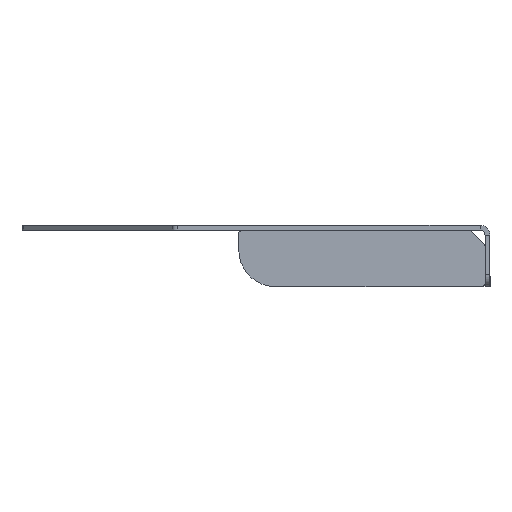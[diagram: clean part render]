
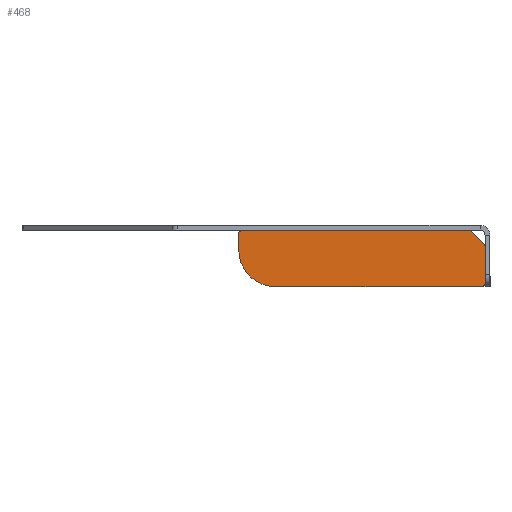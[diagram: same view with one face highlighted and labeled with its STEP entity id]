
A CAD part, left-side view. The second image highlights one B-rep face of the part: STEP entity #468.
In plain terms, the highlighted planar face has unit normal (-1, 0, 0).
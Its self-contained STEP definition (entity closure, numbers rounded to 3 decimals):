
#3 = EDGE_CURVE ( 'NONE', #3888, #4474, #94, .T. ) ;
#19 = CARTESIAN_POINT ( 'NONE',  ( -450., 204., -20. ) ) ;
#24 = CARTESIAN_POINT ( 'NONE',  ( -450., 4., -17.243 ) ) ;
#94 = CIRCLE ( 'NONE', #2677, 30. ) ;
#108 = CARTESIAN_POINT ( 'NONE',  ( -450., 15.121, -4.879 ) ) ;
#117 = DIRECTION ( 'NONE',  ( 1., 0., 0. ) ) ;
#163 = ORIENTED_EDGE ( 'NONE', *, *, #4638, .T. ) ;
#259 = EDGE_CURVE ( 'NONE', #3380, #3888, #3070, .T. ) ;
#292 = ORIENTED_EDGE ( 'NONE', *, *, #259, .T. ) ;
#336 = AXIS2_PLACEMENT_3D ( 'NONE', #4560, #922, #3825 ) ;
#382 = VERTEX_POINT ( 'NONE', #1090 ) ;
#405 = LINE ( 'NONE', #108, #901 ) ;
#442 = LINE ( 'NONE', #2839, #3102 ) ;
#459 = EDGE_CURVE ( 'NONE', #382, #739, #2227, .T. ) ;
#463 = DIRECTION ( 'NONE',  ( 0., 1., 0. ) ) ;
#468 = ADVANCED_FACE ( 'NONE', ( #1033 ), #1531, .F. ) ;
#565 = ORIENTED_EDGE ( 'NONE', *, *, #2555, .T. ) ;
#633 = DIRECTION ( 'NONE',  ( -1., 0., 0. ) ) ;
#739 = VERTEX_POINT ( 'NONE', #3855 ) ;
#811 = VERTEX_POINT ( 'NONE', #1043 ) ;
#901 = VECTOR ( 'NONE', #1519, 1000. ) ;
#922 = DIRECTION ( 'NONE',  ( -1., 0., 0. ) ) ;
#1013 = DIRECTION ( 'NONE',  ( 0., -1., 0. ) ) ;
#1033 = FACE_OUTER_BOUND ( 'NONE', #1871, .T. ) ;
#1043 = CARTESIAN_POINT ( 'NONE',  ( -450., 4., -17.243 ) ) ;
#1061 = DIRECTION ( 'NONE',  ( 0., 0., -1. ) ) ;
#1063 = CARTESIAN_POINT ( 'NONE',  ( -450., 204., -20. ) ) ;
#1090 = CARTESIAN_POINT ( 'NONE',  ( -450., 17.243, -4. ) ) ;
#1136 = CARTESIAN_POINT ( 'NONE',  ( -450., 7., -50. ) ) ;
#1219 = AXIS2_PLACEMENT_3D ( 'NONE', #2714, #1596, #4142 ) ;
#1237 = VECTOR ( 'NONE', #463, 1000. ) ;
#1321 = ORIENTED_EDGE ( 'NONE', *, *, #2055, .T. ) ;
#1380 = AXIS2_PLACEMENT_3D ( 'NONE', #4276, #2461, #1741 ) ;
#1487 = CARTESIAN_POINT ( 'NONE',  ( -450., 4., -47. ) ) ;
#1513 = CARTESIAN_POINT ( 'NONE',  ( -450., 201., -4. ) ) ;
#1519 = DIRECTION ( 'NONE',  ( 0., 0.707, 0.707 ) ) ;
#1531 = PLANE ( 'NONE',  #2774 ) ;
#1571 = CIRCLE ( 'NONE', #336, 3. ) ;
#1596 = DIRECTION ( 'NONE',  ( -1., 0., 0. ) ) ;
#1741 = DIRECTION ( 'NONE',  ( 0., 0., -1. ) ) ;
#1783 = CARTESIAN_POINT ( 'NONE',  ( -450., 204., -7. ) ) ;
#1807 = EDGE_CURVE ( 'NONE', #1882, #811, #4317, .T. ) ;
#1818 = VERTEX_POINT ( 'NONE', #1136 ) ;
#1838 = CARTESIAN_POINT ( 'NONE',  ( -450., 4.879, -15.121 ) ) ;
#1871 = EDGE_LOOP ( 'NONE', ( #3199, #3345, #4119, #2181, #163, #1321, #2659, #2870, #565, #292 ) ) ;
#1882 = VERTEX_POINT ( 'NONE', #1487 ) ;
#1893 = CARTESIAN_POINT ( 'NONE',  ( -450., 174., -20. ) ) ;
#2055 = EDGE_CURVE ( 'NONE', #2830, #3975, #405, .T. ) ;
#2146 = DIRECTION ( 'NONE',  ( 0., 0., -1. ) ) ;
#2181 = ORIENTED_EDGE ( 'NONE', *, *, #1807, .T. ) ;
#2209 = CARTESIAN_POINT ( 'NONE',  ( -450., 15.121, -4.879 ) ) ;
#2227 = LINE ( 'NONE', #1513, #1237 ) ;
#2262 = CIRCLE ( 'NONE', #1380, 3. ) ;
#2330 = EDGE_CURVE ( 'NONE', #3975, #382, #1571, .T. ) ;
#2388 = CARTESIAN_POINT ( 'NONE',  ( -450., 174., -20. ) ) ;
#2411 = DIRECTION ( 'NONE',  ( 0., 0., -1. ) ) ;
#2438 = CARTESIAN_POINT ( 'NONE',  ( -450., 174., -50. ) ) ;
#2461 = DIRECTION ( 'NONE',  ( -1., 0., 0. ) ) ;
#2555 = EDGE_CURVE ( 'NONE', #739, #3380, #4308, .T. ) ;
#2573 = EDGE_CURVE ( 'NONE', #1818, #1882, #2262, .T. ) ;
#2659 = ORIENTED_EDGE ( 'NONE', *, *, #2330, .T. ) ;
#2677 = AXIS2_PLACEMENT_3D ( 'NONE', #2388, #633, #2411 ) ;
#2714 = CARTESIAN_POINT ( 'NONE',  ( -450., 7., -17.243 ) ) ;
#2774 = AXIS2_PLACEMENT_3D ( 'NONE', #1893, #117, #4462 ) ;
#2813 = DIRECTION ( 'NONE',  ( -1., 0., 0. ) ) ;
#2830 = VERTEX_POINT ( 'NONE', #1838 ) ;
#2831 = CARTESIAN_POINT ( 'NONE',  ( -450., 201., -7. ) ) ;
#2839 = CARTESIAN_POINT ( 'NONE',  ( -450., 7., -50. ) ) ;
#2870 = ORIENTED_EDGE ( 'NONE', *, *, #459, .T. ) ;
#3070 = LINE ( 'NONE', #19, #3133 ) ;
#3102 = VECTOR ( 'NONE', #1013, 1000. ) ;
#3133 = VECTOR ( 'NONE', #1061, 1000. ) ;
#3199 = ORIENTED_EDGE ( 'NONE', *, *, #3, .T. ) ;
#3301 = EDGE_CURVE ( 'NONE', #4474, #1818, #442, .T. ) ;
#3345 = ORIENTED_EDGE ( 'NONE', *, *, #3301, .T. ) ;
#3380 = VERTEX_POINT ( 'NONE', #1783 ) ;
#3400 = AXIS2_PLACEMENT_3D ( 'NONE', #2831, #2813, #2146 ) ;
#3723 = CIRCLE ( 'NONE', #1219, 3. ) ;
#3825 = DIRECTION ( 'NONE',  ( 0., 0., 1. ) ) ;
#3855 = CARTESIAN_POINT ( 'NONE',  ( -450., 201., -4. ) ) ;
#3888 = VERTEX_POINT ( 'NONE', #1063 ) ;
#3975 = VERTEX_POINT ( 'NONE', #2209 ) ;
#4119 = ORIENTED_EDGE ( 'NONE', *, *, #2573, .T. ) ;
#4142 = DIRECTION ( 'NONE',  ( 0., 0., -1. ) ) ;
#4276 = CARTESIAN_POINT ( 'NONE',  ( -450., 7., -47. ) ) ;
#4308 = CIRCLE ( 'NONE', #3400, 3. ) ;
#4317 = LINE ( 'NONE', #24, #4417 ) ;
#4381 = DIRECTION ( 'NONE',  ( 0., 0., 1. ) ) ;
#4417 = VECTOR ( 'NONE', #4381, 1000. ) ;
#4462 = DIRECTION ( 'NONE',  ( 0., 0., -1. ) ) ;
#4474 = VERTEX_POINT ( 'NONE', #2438 ) ;
#4560 = CARTESIAN_POINT ( 'NONE',  ( -450., 17.243, -7. ) ) ;
#4638 = EDGE_CURVE ( 'NONE', #811, #2830, #3723, .T. ) ;
